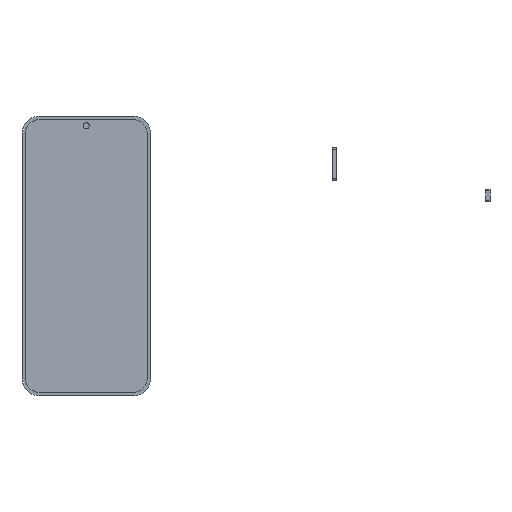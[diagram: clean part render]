
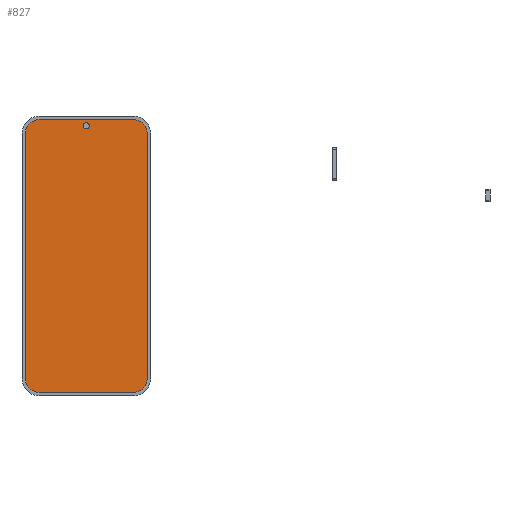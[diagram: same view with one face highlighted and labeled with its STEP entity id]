
A CAD part, top view. The second image highlights one B-rep face of the part: STEP entity #827.
In plain terms, the highlighted planar face has unit normal (0, 0, 1).
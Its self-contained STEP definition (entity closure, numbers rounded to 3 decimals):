
#90 = DIRECTION ( 'NONE',  ( 1., 0., 0. ) ) ;
#117 = VERTEX_POINT ( 'NONE', #3889 ) ;
#121 = DIRECTION ( 'NONE',  ( 0., -1., 0. ) ) ;
#205 = EDGE_CURVE ( 'NONE', #1584, #266, #1538, .T. ) ;
#230 = LINE ( 'NONE', #3521, #1329 ) ;
#266 = VERTEX_POINT ( 'NONE', #2026 ) ;
#269 = VERTEX_POINT ( 'NONE', #2641 ) ;
#284 = DIRECTION ( 'NONE',  ( 0., 0., 1. ) ) ;
#340 = PLANE ( 'NONE',  #1343 ) ;
#399 = VERTEX_POINT ( 'NONE', #654 ) ;
#421 = CIRCLE ( 'NONE', #997, 0.181 ) ;
#444 = VECTOR ( 'NONE', #121, 1000. ) ;
#482 = DIRECTION ( 'NONE',  ( -1., 0., 0. ) ) ;
#502 = CIRCLE ( 'NONE', #2622, 0.8 ) ;
#547 = EDGE_CURVE ( 'NONE', #399, #3274, #3544, .T. ) ;
#599 = CARTESIAN_POINT ( 'NONE',  ( 7.3, -1., 0.59 ) ) ;
#654 = CARTESIAN_POINT ( 'NONE',  ( 0.2, -15.3, 0.59 ) ) ;
#699 = DIRECTION ( 'NONE',  ( 1., 0., 0. ) ) ;
#701 = CARTESIAN_POINT ( 'NONE',  ( 0.2, -1., 0.59 ) ) ;
#727 = DIRECTION ( 'NONE',  ( 1., 0., 0. ) ) ;
#786 = ORIENTED_EDGE ( 'NONE', *, *, #1979, .T. ) ;
#814 = DIRECTION ( 'NONE',  ( 1., 0., 0. ) ) ;
#817 = ORIENTED_EDGE ( 'NONE', *, *, #3137, .T. ) ;
#827 = ADVANCED_FACE ( 'NONE', ( #3866, #1795 ), #340, .T. ) ;
#956 = LINE ( 'NONE', #2147, #1744 ) ;
#984 = CARTESIAN_POINT ( 'NONE',  ( 3.569, -0.552, 0.59 ) ) ;
#997 = AXIS2_PLACEMENT_3D ( 'NONE', #1088, #1931, #2303 ) ;
#1002 = VERTEX_POINT ( 'NONE', #2754 ) ;
#1005 = ORIENTED_EDGE ( 'NONE', *, *, #2974, .F. ) ;
#1088 = CARTESIAN_POINT ( 'NONE',  ( 3.75, -0.552, 0.59 ) ) ;
#1104 = CARTESIAN_POINT ( 'NONE',  ( 6.5, -16.1, 0.59 ) ) ;
#1212 = AXIS2_PLACEMENT_3D ( 'NONE', #3731, #1919, #727 ) ;
#1329 = VECTOR ( 'NONE', #482, 1000. ) ;
#1343 = AXIS2_PLACEMENT_3D ( 'NONE', #2678, #2697, #1531 ) ;
#1344 = CARTESIAN_POINT ( 'NONE',  ( 6.5, -0.2, 0.59 ) ) ;
#1387 = ORIENTED_EDGE ( 'NONE', *, *, #205, .T. ) ;
#1448 = DIRECTION ( 'NONE',  ( 1., 0., 0. ) ) ;
#1468 = EDGE_LOOP ( 'NONE', ( #1738, #1005 ) ) ;
#1505 = AXIS2_PLACEMENT_3D ( 'NONE', #3193, #3262, #1448 ) ;
#1531 = DIRECTION ( 'NONE',  ( 1., 0., 0. ) ) ;
#1538 = CIRCLE ( 'NONE', #3304, 0.8 ) ;
#1574 = DIRECTION ( 'NONE',  ( 0., 0., 1. ) ) ;
#1584 = VERTEX_POINT ( 'NONE', #1104 ) ;
#1682 = VERTEX_POINT ( 'NONE', #984 ) ;
#1684 = CARTESIAN_POINT ( 'NONE',  ( 1., -16.1, 0.59 ) ) ;
#1692 = CIRCLE ( 'NONE', #1505, 0.8 ) ;
#1738 = ORIENTED_EDGE ( 'NONE', *, *, #2795, .F. ) ;
#1744 = VECTOR ( 'NONE', #3068, 1000. ) ;
#1778 = CARTESIAN_POINT ( 'NONE',  ( 3.75, -0.552, 0.59 ) ) ;
#1795 = FACE_OUTER_BOUND ( 'NONE', #3651, .T. ) ;
#1881 = ORIENTED_EDGE ( 'NONE', *, *, #3564, .T. ) ;
#1919 = DIRECTION ( 'NONE',  ( 0., 0., 1. ) ) ;
#1931 = DIRECTION ( 'NONE',  ( 0., 0., 1. ) ) ;
#1979 = EDGE_CURVE ( 'NONE', #2727, #117, #230, .T. ) ;
#1983 = ORIENTED_EDGE ( 'NONE', *, *, #547, .T. ) ;
#1988 = DIRECTION ( 'NONE',  ( 0., 0., 1. ) ) ;
#2026 = CARTESIAN_POINT ( 'NONE',  ( 7.3, -15.3, 0.59 ) ) ;
#2064 = ORIENTED_EDGE ( 'NONE', *, *, #2564, .T. ) ;
#2147 = CARTESIAN_POINT ( 'NONE',  ( 7.3, -15.3, 0.59 ) ) ;
#2257 = ORIENTED_EDGE ( 'NONE', *, *, #2728, .T. ) ;
#2303 = DIRECTION ( 'NONE',  ( 1., 0., 0. ) ) ;
#2313 = ORIENTED_EDGE ( 'NONE', *, *, #2712, .T. ) ;
#2564 = EDGE_CURVE ( 'NONE', #2920, #2727, #1692, .T. ) ;
#2622 = AXIS2_PLACEMENT_3D ( 'NONE', #3437, #1988, #3793 ) ;
#2641 = CARTESIAN_POINT ( 'NONE',  ( 0.2, -1., 0.59 ) ) ;
#2678 = CARTESIAN_POINT ( 'NONE',  ( 1., -15.3, 0.59 ) ) ;
#2697 = DIRECTION ( 'NONE',  ( 0., 0., 1. ) ) ;
#2712 = EDGE_CURVE ( 'NONE', #269, #399, #3396, .T. ) ;
#2727 = VERTEX_POINT ( 'NONE', #1344 ) ;
#2728 = EDGE_CURVE ( 'NONE', #117, #269, #502, .T. ) ;
#2754 = CARTESIAN_POINT ( 'NONE',  ( 3.931, -0.552, 0.59 ) ) ;
#2787 = CARTESIAN_POINT ( 'NONE',  ( 1., -16.1, 0.59 ) ) ;
#2795 = EDGE_CURVE ( 'NONE', #1002, #1682, #421, .T. ) ;
#2920 = VERTEX_POINT ( 'NONE', #599 ) ;
#2974 = EDGE_CURVE ( 'NONE', #1682, #1002, #3704, .T. ) ;
#3043 = LINE ( 'NONE', #2787, #3499 ) ;
#3068 = DIRECTION ( 'NONE',  ( 0., 1., 0. ) ) ;
#3137 = EDGE_CURVE ( 'NONE', #266, #2920, #956, .T. ) ;
#3147 = CARTESIAN_POINT ( 'NONE',  ( 6.5, -15.3, 0.59 ) ) ;
#3193 = CARTESIAN_POINT ( 'NONE',  ( 6.5, -1., 0.59 ) ) ;
#3262 = DIRECTION ( 'NONE',  ( 0., 0., 1. ) ) ;
#3274 = VERTEX_POINT ( 'NONE', #1684 ) ;
#3304 = AXIS2_PLACEMENT_3D ( 'NONE', #3147, #1574, #699 ) ;
#3316 = AXIS2_PLACEMENT_3D ( 'NONE', #1778, #284, #814 ) ;
#3396 = LINE ( 'NONE', #701, #444 ) ;
#3437 = CARTESIAN_POINT ( 'NONE',  ( 1., -1., 0.59 ) ) ;
#3499 = VECTOR ( 'NONE', #90, 1000. ) ;
#3521 = CARTESIAN_POINT ( 'NONE',  ( 6.5, -0.2, 0.59 ) ) ;
#3544 = CIRCLE ( 'NONE', #1212, 0.8 ) ;
#3564 = EDGE_CURVE ( 'NONE', #3274, #1584, #3043, .T. ) ;
#3651 = EDGE_LOOP ( 'NONE', ( #1983, #1881, #1387, #817, #2064, #786, #2257, #2313 ) ) ;
#3704 = CIRCLE ( 'NONE', #3316, 0.181 ) ;
#3731 = CARTESIAN_POINT ( 'NONE',  ( 1., -15.3, 0.59 ) ) ;
#3793 = DIRECTION ( 'NONE',  ( 1., 0., 0. ) ) ;
#3866 = FACE_BOUND ( 'NONE', #1468, .T. ) ;
#3889 = CARTESIAN_POINT ( 'NONE',  ( 1., -0.2, 0.59 ) ) ;
